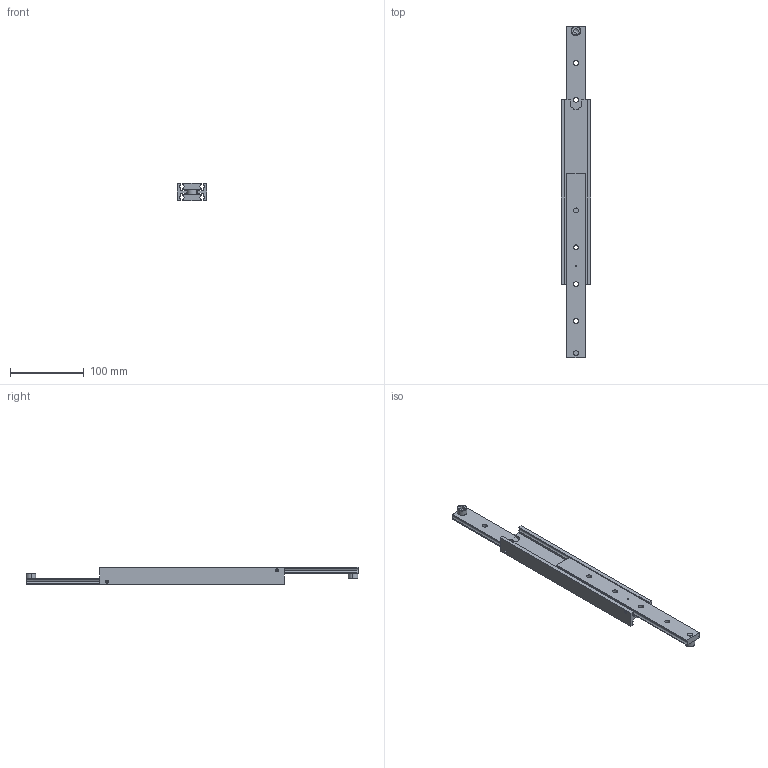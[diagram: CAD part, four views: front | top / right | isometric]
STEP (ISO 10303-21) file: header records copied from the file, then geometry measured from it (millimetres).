
FILE_DESCRIPTION((''),'2;1');
FILE_NAME('DTS40-250.stp','2024-02-27T07:13:53',(''),(''),'Mechanical Desktop 2006','Mechanical Desktop 2006',', , ');
FILE_SCHEMA(('CONFIG_CONTROL_DESIGN'));
Length unit declared in the file: millimetre
Products named in the file (3): DTS40 -A; INNER BEAM; OUTER BEAM
Assembly tree (3 placements, depth 2):
  DTS40 -A
    INNER BEAM
    OUTER BEAM  x2
Bounding box: 40 x 450 x 24 mm (x, y, z)
Volume: 168435.7 mm3; surface area: 79151.7 mm2
Topology: 3 solids, 15 shells, 252 faces, 718 edges, 470 vertices
Faces by surface type: cylinder 94, plane 66, cone 48, torus 40, bspline 4
Entity records: 5592 total; most frequent: CARTESIAN_POINT 1377, DIRECTION 909, ORIENTED_EDGE 858, EDGE_CURVE 429, AXIS2_PLACEMENT_3D 361, VERTEX_POINT 283, CIRCLE 206, VECTOR 187
